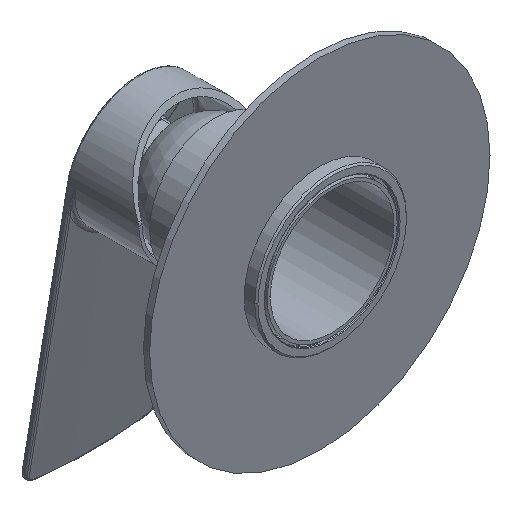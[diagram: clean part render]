
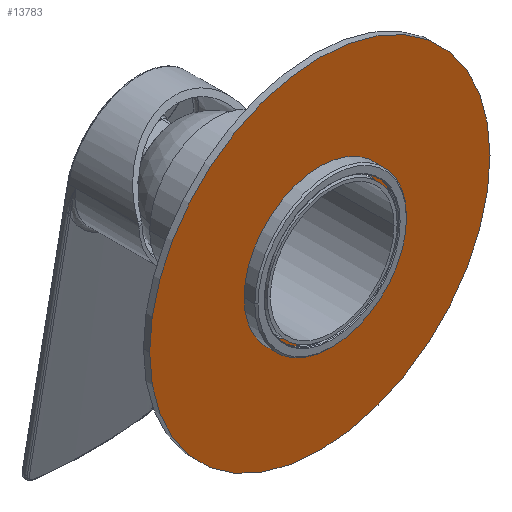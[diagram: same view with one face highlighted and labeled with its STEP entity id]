
A CAD part, isometric view. The second image highlights one B-rep face of the part: STEP entity #13783.
In plain terms, the highlighted face is planar.
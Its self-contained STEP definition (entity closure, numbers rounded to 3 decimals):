
#13694=CARTESIAN_POINT('',(0.,0.,0.));
#13695=DIRECTION('',(0.,0.,-1.));
#13696=DIRECTION('',(1.,0.,0.));
#13697=AXIS2_PLACEMENT_3D('',#13694,#13695,#13696);
#13699=CARTESIAN_POINT('',(0.,0.,0.));
#13700=DIRECTION('',(0.,0.,-1.));
#13701=DIRECTION('',(-1.,0.,0.));
#13702=AXIS2_PLACEMENT_3D('',#13699,#13700,#13701);
#13704=CARTESIAN_POINT('',(0.,0.,0.));
#13705=DIRECTION('',(0.,0.,1.));
#13706=DIRECTION('',(1.,0.,0.));
#13707=AXIS2_PLACEMENT_3D('',#13704,#13705,#13706);
#13709=CARTESIAN_POINT('',(0.,0.,0.));
#13710=DIRECTION('',(0.,0.,1.));
#13711=DIRECTION('',(-1.,0.,0.));
#13712=AXIS2_PLACEMENT_3D('',#13709,#13710,#13711);
#13750=CARTESIAN_POINT('',(21.5,0.,0.));
#13751=CARTESIAN_POINT('',(-21.5,0.,0.));
#13752=VERTEX_POINT('',#13750);
#13753=VERTEX_POINT('',#13751);
#13758=CARTESIAN_POINT('',(55.,0.,0.));
#13759=CARTESIAN_POINT('',(-55.,0.,0.));
#13760=VERTEX_POINT('',#13758);
#13761=VERTEX_POINT('',#13759);
#13766=CARTESIAN_POINT('',(0.,0.,0.));
#13767=DIRECTION('',(0.,0.,1.));
#13768=DIRECTION('',(1.,0.,0.));
#13769=AXIS2_PLACEMENT_3D('',#13766,#13767,#13768);
#13770=PLANE('',#13769);
#13772=ORIENTED_EDGE('',*,*,#13771,.T.);
#13774=ORIENTED_EDGE('',*,*,#13773,.T.);
#13775=EDGE_LOOP('',(#13772,#13774));
#13776=FACE_OUTER_BOUND('',#13775,.F.);
#13778=ORIENTED_EDGE('',*,*,#13777,.T.);
#13780=ORIENTED_EDGE('',*,*,#13779,.T.);
#13781=EDGE_LOOP('',(#13778,#13780));
#13782=FACE_BOUND('',#13781,.F.);
#13783=ADVANCED_FACE('',(#13776,#13782),#13770,.F.);
#13698=CIRCLE('',#13697,21.5);
#13703=CIRCLE('',#13702,21.5);
#13708=CIRCLE('',#13707,55.);
#13713=CIRCLE('',#13712,55.);
#13771=EDGE_CURVE('',#13760,#13761,#13708,.T.);
#13773=EDGE_CURVE('',#13761,#13760,#13713,.T.);
#13777=EDGE_CURVE('',#13752,#13753,#13698,.T.);
#13779=EDGE_CURVE('',#13753,#13752,#13703,.T.);
